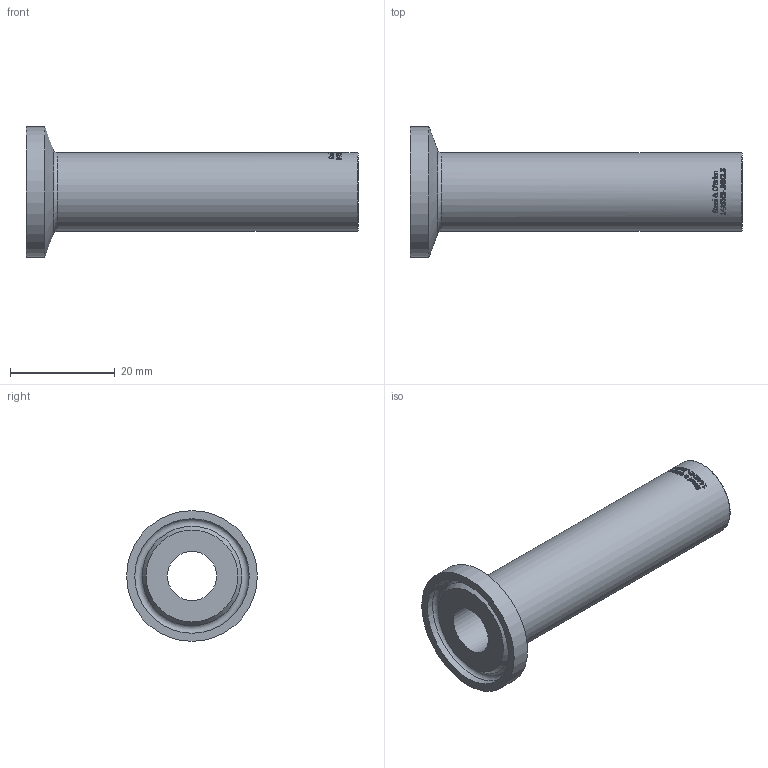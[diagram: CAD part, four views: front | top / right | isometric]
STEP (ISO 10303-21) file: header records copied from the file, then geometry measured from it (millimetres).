
FILE_DESCRIPTION(/* description */ (''),/* implementation_level */ '2;1');
FILE_NAME(/* name */ '14ASME-.50X2.5.stp',/* time_stamp */ '2021-08-31T09:19:04-04:00',/* author */ ('rick'),/* organization */ (''),/* preprocessor_version */ 'ST-DEVELOPER v18',/* originating_system */ 'Autodesk Inventor 2020',/* authorisation */ '');
FILE_SCHEMA (('AUTOMOTIVE_DESIGN { 1 0 10303 214 3 1 1 }'));
Length unit declared in the file: inch
Products named in the file (1): 14ASME-.50X2.5
Bounding box: 63.5 x 24.99 x 24.99 mm (x, y, z)
Volume: 7893.4 mm3; surface area: 5906.8 mm2
Topology: 1 solids, 1 shells, 425 faces, 1161 edges, 778 vertices
Faces by surface type: plane 191, bspline 185, cylinder 43, torus 4, cone 2
Full cylindrical faces by diameter (mm): 9.398 x1, 15.037 x1, 21.895 x1, 24.994 x1
Entity records: 17456 total; most frequent: CARTESIAN_POINT 7599, ORIENTED_EDGE 2322, DIRECTION 1535, EDGE_CURVE 1161, VERTEX_POINT 778, LINE 529, VECTOR 529, AXIS2_PLACEMENT_3D 503
